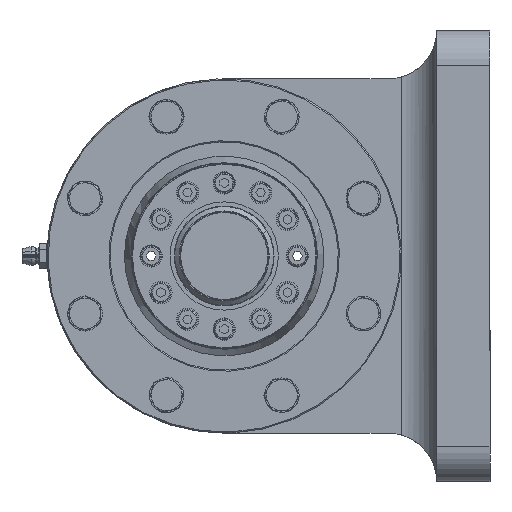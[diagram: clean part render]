
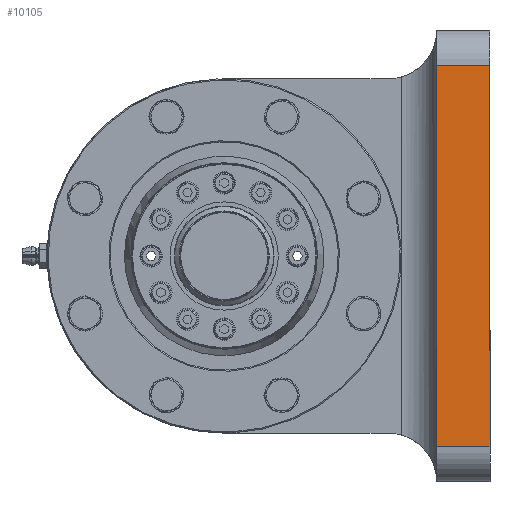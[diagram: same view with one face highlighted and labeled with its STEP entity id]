
A CAD part, left-side view. The second image highlights one B-rep face of the part: STEP entity #10105.
In plain terms, the highlighted planar face has unit normal (-1, 0, 0).
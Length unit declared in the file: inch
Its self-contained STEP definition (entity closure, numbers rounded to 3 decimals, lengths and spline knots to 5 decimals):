
#444 = VERTEX_POINT ( 'NONE', #18890 ) ;
#685 = EDGE_LOOP ( 'NONE', ( #7027, #41086, #19791, #43231 ) ) ;
#1614 = LINE ( 'NONE', #20597, #5996 ) ;
#5996 = VECTOR ( 'NONE', #39360, 39.37008 ) ;
#6117 = LINE ( 'NONE', #25033, #61046 ) ;
#6884 = LINE ( 'NONE', #25783, #36677 ) ;
#7027 = ORIENTED_EDGE ( 'NONE', *, *, #36054, .T. ) ;
#8830 = VERTEX_POINT ( 'NONE', #20480 ) ;
#10105 = ADVANCED_FACE ( 'NONE', ( #56846 ), #14477, .F. ) ;
#12774 = DIRECTION ( 'NONE',  ( 0., 0., -1. ) ) ;
#14477 = PLANE ( 'NONE',  #52572 ) ;
#18526 = VERTEX_POINT ( 'NONE', #38923 ) ;
#18890 = CARTESIAN_POINT ( 'NONE',  ( -13.21248, -3.75, -2.6875 ) ) ;
#19560 = EDGE_CURVE ( 'NONE', #21231, #8830, #6117, .T. ) ;
#19760 = CARTESIAN_POINT ( 'NONE',  ( -13.21248, -2.3125, 3.1875 ) ) ;
#19791 = ORIENTED_EDGE ( 'NONE', *, *, #25439, .F. ) ;
#20480 = CARTESIAN_POINT ( 'NONE',  ( -13.21248, -3., 2.6875 ) ) ;
#20597 = CARTESIAN_POINT ( 'NONE',  ( -13.21248, -3.75, -2.6875 ) ) ;
#21231 = VERTEX_POINT ( 'NONE', #33220 ) ;
#22876 = VECTOR ( 'NONE', #12774, 39.37008 ) ;
#25033 = CARTESIAN_POINT ( 'NONE',  ( -13.21248, -3., 2.6875 ) ) ;
#25439 = EDGE_CURVE ( 'NONE', #21231, #444, #36237, .T. ) ;
#25783 = CARTESIAN_POINT ( 'NONE',  ( -13.21248, -3., 3.1875 ) ) ;
#33220 = CARTESIAN_POINT ( 'NONE',  ( -13.21248, -3.75, 2.6875 ) ) ;
#36054 = EDGE_CURVE ( 'NONE', #8830, #18526, #6884, .T. ) ;
#36237 = LINE ( 'NONE', #55161, #22876 ) ;
#36677 = VECTOR ( 'NONE', #44622, 39.37008 ) ;
#38499 = DIRECTION ( 'NONE',  ( 1., 0., 0. ) ) ;
#38923 = CARTESIAN_POINT ( 'NONE',  ( -13.21248, -3., -2.6875 ) ) ;
#39360 = DIRECTION ( 'NONE',  ( 0., -1., 0. ) ) ;
#41086 = ORIENTED_EDGE ( 'NONE', *, *, #59958, .T. ) ;
#43231 = ORIENTED_EDGE ( 'NONE', *, *, #19560, .T. ) ;
#43840 = DIRECTION ( 'NONE',  ( 0., 1., 0. ) ) ;
#44622 = DIRECTION ( 'NONE',  ( 0., 0., -1. ) ) ;
#52572 = AXIS2_PLACEMENT_3D ( 'NONE', #19760, #38499, #57450 ) ;
#55161 = CARTESIAN_POINT ( 'NONE',  ( -13.21248, -3.75, 3.1875 ) ) ;
#56846 = FACE_OUTER_BOUND ( 'NONE', #685, .T. ) ;
#57450 = DIRECTION ( 'NONE',  ( 0., 1., 0. ) ) ;
#59958 = EDGE_CURVE ( 'NONE', #18526, #444, #1614, .T. ) ;
#61046 = VECTOR ( 'NONE', #43840, 39.37008 ) ;
